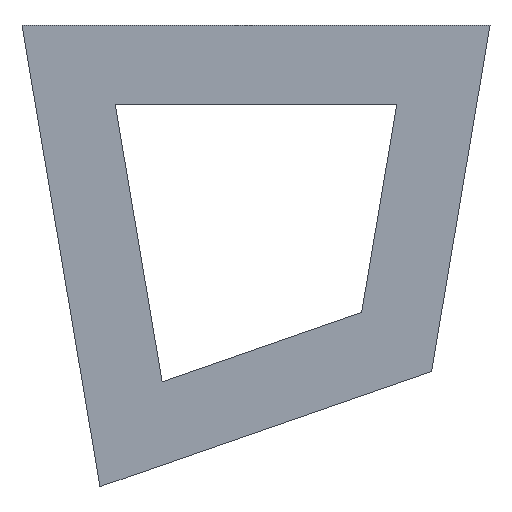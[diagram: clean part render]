
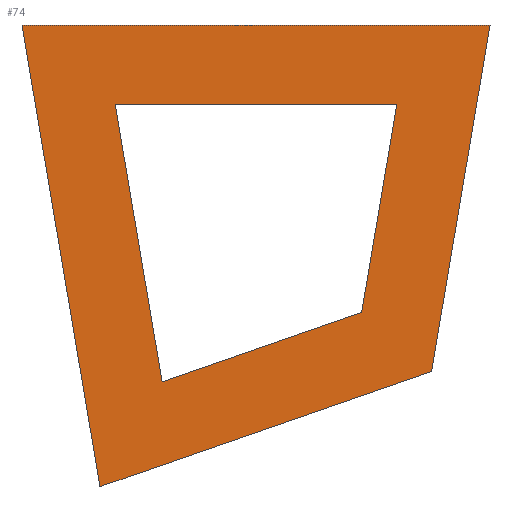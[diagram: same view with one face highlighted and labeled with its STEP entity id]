
A CAD part, front view. The second image highlights one B-rep face of the part: STEP entity #74.
In plain terms, the highlighted planar face has unit normal (0, -1, 0).
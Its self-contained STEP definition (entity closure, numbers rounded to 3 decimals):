
#5 = VERTEX_POINT ( 'NONE', #320 ) ;
#7 = LINE ( 'NONE', #79, #167 ) ;
#8 = VECTOR ( 'NONE', #280, 1000. ) ;
#9 = LINE ( 'NONE', #109, #163 ) ;
#21 = VECTOR ( 'NONE', #41, 1000. ) ;
#22 = ORIENTED_EDGE ( 'NONE', *, *, #150, .F. ) ;
#24 = DIRECTION ( 'NONE',  ( -0.167, 0., -0.986 ) ) ;
#25 = EDGE_CURVE ( 'NONE', #5, #37, #245, .T. ) ;
#26 = VECTOR ( 'NONE', #253, 1000. ) ;
#27 = DIRECTION ( 'NONE',  ( 0., -1., 0. ) ) ;
#37 = VERTEX_POINT ( 'NONE', #52 ) ;
#41 = DIRECTION ( 'NONE',  ( -0.945, 0., -0.328 ) ) ;
#47 = DIRECTION ( 'NONE',  ( 1., 0., 0. ) ) ;
#51 = FACE_BOUND ( 'NONE', #190, .T. ) ;
#52 = CARTESIAN_POINT ( 'NONE',  ( 9.518, 0., -2. ) ) ;
#56 = LINE ( 'NONE', #179, #261 ) ;
#63 = VERTEX_POINT ( 'NONE', #271 ) ;
#65 = AXIS2_PLACEMENT_3D ( 'NONE', #223, #27, #300 ) ;
#70 = EDGE_CURVE ( 'NONE', #37, #263, #73, .T. ) ;
#73 = LINE ( 'NONE', #172, #90 ) ;
#74 = ADVANCED_FACE ( 'NONE', ( #272, #51 ), #122, .T. ) ;
#76 = VERTEX_POINT ( 'NONE', #177 ) ;
#79 = CARTESIAN_POINT ( 'NONE',  ( 11.884, 0., 0. ) ) ;
#87 = ORIENTED_EDGE ( 'NONE', *, *, #70, .T. ) ;
#89 = VERTEX_POINT ( 'NONE', #164 ) ;
#90 = VECTOR ( 'NONE', #24, 1000. ) ;
#93 = VERTEX_POINT ( 'NONE', #185 ) ;
#103 = LINE ( 'NONE', #279, #8 ) ;
#105 = CARTESIAN_POINT ( 'NONE',  ( 8.624, 0., -7.291 ) ) ;
#106 = EDGE_CURVE ( 'NONE', #93, #63, #56, .T. ) ;
#109 = CARTESIAN_POINT ( 'NONE',  ( 3.558, 0., -9.052 ) ) ;
#111 = LINE ( 'NONE', #211, #21 ) ;
#122 = PLANE ( 'NONE',  #65 ) ;
#126 = EDGE_CURVE ( 'NONE', #76, #5, #9, .T. ) ;
#128 = ORIENTED_EDGE ( 'NONE', *, *, #106, .F. ) ;
#145 = EDGE_LOOP ( 'NONE', ( #212, #128, #242, #22 ) ) ;
#150 = EDGE_CURVE ( 'NONE', #318, #89, #103, .T. ) ;
#158 = DIRECTION ( 'NONE',  ( -0.167, 0., 0.986 ) ) ;
#163 = VECTOR ( 'NONE', #158, 1000. ) ;
#164 = CARTESIAN_POINT ( 'NONE',  ( 11.884, 0., 0. ) ) ;
#167 = VECTOR ( 'NONE', #240, 1000. ) ;
#170 = CARTESIAN_POINT ( 'NONE',  ( 2.366, 0., -2. ) ) ;
#172 = CARTESIAN_POINT ( 'NONE',  ( 9.518, 0., -2. ) ) ;
#176 = LINE ( 'NONE', #226, #26 ) ;
#177 = CARTESIAN_POINT ( 'NONE',  ( 3.558, 0., -9.052 ) ) ;
#179 = CARTESIAN_POINT ( 'NONE',  ( 10.399, 0., -8.792 ) ) ;
#185 = CARTESIAN_POINT ( 'NONE',  ( 10.399, 0., -8.792 ) ) ;
#189 = VECTOR ( 'NONE', #47, 1000. ) ;
#190 = EDGE_LOOP ( 'NONE', ( #87, #292, #194, #270 ) ) ;
#194 = ORIENTED_EDGE ( 'NONE', *, *, #126, .T. ) ;
#199 = CARTESIAN_POINT ( 'NONE',  ( 0., 0., 0. ) ) ;
#209 = EDGE_CURVE ( 'NONE', #263, #76, #111, .T. ) ;
#211 = CARTESIAN_POINT ( 'NONE',  ( 8.624, 0., -7.291 ) ) ;
#212 = ORIENTED_EDGE ( 'NONE', *, *, #277, .F. ) ;
#215 = EDGE_CURVE ( 'NONE', #89, #93, #7, .T. ) ;
#223 = CARTESIAN_POINT ( 'NONE',  ( 0., 0., 0. ) ) ;
#226 = CARTESIAN_POINT ( 'NONE',  ( 1.98, 0., -11.718 ) ) ;
#240 = DIRECTION ( 'NONE',  ( -0.167, 0., -0.986 ) ) ;
#242 = ORIENTED_EDGE ( 'NONE', *, *, #215, .F. ) ;
#245 = LINE ( 'NONE', #170, #189 ) ;
#253 = DIRECTION ( 'NONE',  ( -0.167, 0., 0.986 ) ) ;
#254 = DIRECTION ( 'NONE',  ( -0.945, 0., -0.328 ) ) ;
#261 = VECTOR ( 'NONE', #254, 1000. ) ;
#263 = VERTEX_POINT ( 'NONE', #105 ) ;
#270 = ORIENTED_EDGE ( 'NONE', *, *, #25, .T. ) ;
#271 = CARTESIAN_POINT ( 'NONE',  ( 1.98, 0., -11.718 ) ) ;
#272 = FACE_OUTER_BOUND ( 'NONE', #145, .T. ) ;
#277 = EDGE_CURVE ( 'NONE', #63, #318, #176, .T. ) ;
#279 = CARTESIAN_POINT ( 'NONE',  ( 0., 0., 0. ) ) ;
#280 = DIRECTION ( 'NONE',  ( 1., 0., 0. ) ) ;
#292 = ORIENTED_EDGE ( 'NONE', *, *, #209, .T. ) ;
#300 = DIRECTION ( 'NONE',  ( 0., 0., -1. ) ) ;
#318 = VERTEX_POINT ( 'NONE', #199 ) ;
#320 = CARTESIAN_POINT ( 'NONE',  ( 2.366, 0., -2. ) ) ;
